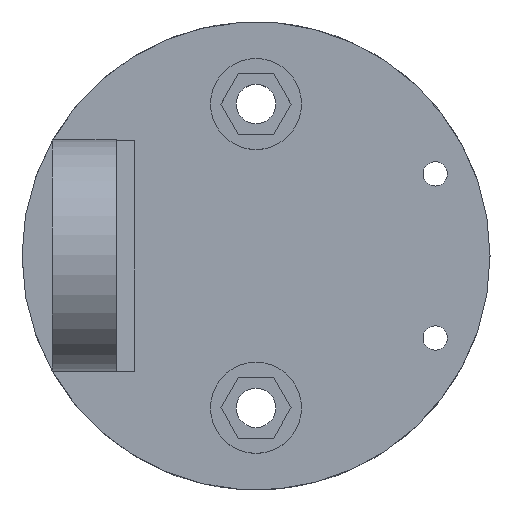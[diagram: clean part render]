
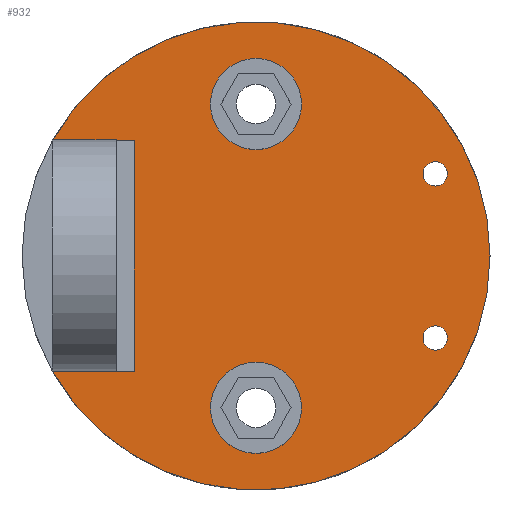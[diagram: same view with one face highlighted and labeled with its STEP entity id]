
A CAD part, top view. The second image highlights one B-rep face of the part: STEP entity #932.
In plain terms, the highlighted planar face has unit normal (0, 0, 1).
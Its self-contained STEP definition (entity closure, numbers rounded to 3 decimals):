
#15=CARTESIAN_POINT('',(0.,-25.,-50.));
#16=DIRECTION('',(0.,0.,1.));
#17=DIRECTION('',(-1.,0.,0.));
#18=AXIS2_PLACEMENT_3D('',#15,#16,#17);
#20=CARTESIAN_POINT('',(0.,-25.,-50.));
#21=DIRECTION('',(0.,0.,1.));
#22=DIRECTION('',(1.,0.,0.));
#23=AXIS2_PLACEMENT_3D('',#20,#21,#22);
#25=CARTESIAN_POINT('',(0.,25.,-50.));
#26=DIRECTION('',(0.,0.,1.));
#27=DIRECTION('',(-1.,0.,0.));
#28=AXIS2_PLACEMENT_3D('',#25,#26,#27);
#30=CARTESIAN_POINT('',(0.,25.,-50.));
#31=DIRECTION('',(0.,0.,1.));
#32=DIRECTION('',(1.,0.,0.));
#33=AXIS2_PLACEMENT_3D('',#30,#31,#32);
#35=CARTESIAN_POINT('',(0.,0.,-50.));
#36=DIRECTION('',(0.,0.,-1.));
#37=DIRECTION('',(1.,0.,0.));
#38=AXIS2_PLACEMENT_3D('',#35,#36,#37);
#40=DIRECTION('',(0.,-1.,0.));
#41=VECTOR('',#40,38.);
#42=CARTESIAN_POINT('',(-20.,19.,-50.));
#43=LINE('',#42,#41);
#44=CARTESIAN_POINT('',(0.,0.,-50.));
#45=DIRECTION('',(0.,0.,-1.));
#46=DIRECTION('',(-0.87,0.493,0.));
#47=AXIS2_PLACEMENT_3D('',#44,#45,#46);
#49=CARTESIAN_POINT('',(29.5,-13.5,-50.));
#50=DIRECTION('',(0.,0.,-1.));
#51=DIRECTION('',(0.,-1.,0.));
#52=AXIS2_PLACEMENT_3D('',#49,#50,#51);
#63=CARTESIAN_POINT('',(29.5,-13.5,-50.));
#64=DIRECTION('',(0.,0.,-1.));
#65=DIRECTION('',(0.,1.,0.));
#66=AXIS2_PLACEMENT_3D('',#63,#64,#65);
#383=CARTESIAN_POINT('',(29.5,13.5,-50.));
#384=DIRECTION('',(0.,0.,-1.));
#385=DIRECTION('',(0.,-1.,0.));
#386=AXIS2_PLACEMENT_3D('',#383,#384,#385);
#397=CARTESIAN_POINT('',(29.5,13.5,-50.));
#398=DIRECTION('',(0.,0.,-1.));
#399=DIRECTION('',(0.,1.,0.));
#400=AXIS2_PLACEMENT_3D('',#397,#398,#399);
#438=DIRECTION('',(1.,0.,0.));
#439=VECTOR('',#438,13.5);
#440=CARTESIAN_POINT('',(-33.5,19.,-50.));
#441=LINE('',#440,#439);
#472=DIRECTION('',(-1.,0.,0.));
#473=VECTOR('',#472,13.5);
#474=CARTESIAN_POINT('',(-20.,-19.,-50.));
#475=LINE('',#474,#473);
#673=CARTESIAN_POINT('',(38.513,0.,-50.));
#674=VERTEX_POINT('',#673);
#677=CARTESIAN_POINT('',(-33.5,19.,-50.));
#678=CARTESIAN_POINT('',(-33.5,-19.,-50.));
#679=VERTEX_POINT('',#677);
#680=VERTEX_POINT('',#678);
#689=CARTESIAN_POINT('',(-20.,19.,-50.));
#690=CARTESIAN_POINT('',(-20.,-19.,-50.));
#691=VERTEX_POINT('',#689);
#692=VERTEX_POINT('',#690);
#741=CARTESIAN_POINT('',(-7.5,-25.,-50.));
#742=CARTESIAN_POINT('',(7.5,-25.,-50.));
#743=VERTEX_POINT('',#741);
#744=VERTEX_POINT('',#742);
#745=CARTESIAN_POINT('',(-7.5,25.,-50.));
#746=CARTESIAN_POINT('',(7.5,25.,-50.));
#747=VERTEX_POINT('',#745);
#748=VERTEX_POINT('',#746);
#853=CARTESIAN_POINT('',(29.5,11.5,-50.));
#854=CARTESIAN_POINT('',(29.5,15.5,-50.));
#855=VERTEX_POINT('',#853);
#856=VERTEX_POINT('',#854);
#857=CARTESIAN_POINT('',(29.5,-15.5,-50.));
#858=CARTESIAN_POINT('',(29.5,-11.5,-50.));
#859=VERTEX_POINT('',#857);
#860=VERTEX_POINT('',#858);
#892=CARTESIAN_POINT('',(-33.5,0.,-50.));
#893=DIRECTION('',(0.,0.,-1.));
#894=DIRECTION('',(1.,0.,0.));
#895=AXIS2_PLACEMENT_3D('',#892,#893,#894);
#896=PLANE('',#895);
#897=ORIENTED_EDGE('',*,*,#866,.T.);
#899=ORIENTED_EDGE('',*,*,#898,.F.);
#901=ORIENTED_EDGE('',*,*,#900,.F.);
#903=ORIENTED_EDGE('',*,*,#902,.F.);
#905=ORIENTED_EDGE('',*,*,#904,.T.);
#906=EDGE_LOOP('',(#897,#899,#901,#903,#905));
#907=FACE_OUTER_BOUND('',#906,.F.);
#909=ORIENTED_EDGE('',*,*,#908,.F.);
#911=ORIENTED_EDGE('',*,*,#910,.F.);
#912=EDGE_LOOP('',(#909,#911));
#913=FACE_BOUND('',#912,.F.);
#915=ORIENTED_EDGE('',*,*,#914,.F.);
#917=ORIENTED_EDGE('',*,*,#916,.F.);
#918=EDGE_LOOP('',(#915,#917));
#919=FACE_BOUND('',#918,.F.);
#921=ORIENTED_EDGE('',*,*,#920,.T.);
#923=ORIENTED_EDGE('',*,*,#922,.T.);
#924=EDGE_LOOP('',(#921,#923));
#925=FACE_BOUND('',#924,.F.);
#927=ORIENTED_EDGE('',*,*,#926,.T.);
#929=ORIENTED_EDGE('',*,*,#928,.T.);
#930=EDGE_LOOP('',(#927,#929));
#931=FACE_BOUND('',#930,.F.);
#932=ADVANCED_FACE('',(#907,#913,#919,#925,#931),#896,.F.);
#19=CIRCLE('',#18,7.5);
#24=CIRCLE('',#23,7.5);
#29=CIRCLE('',#28,7.5);
#34=CIRCLE('',#33,7.5);
#39=CIRCLE('',#38,38.513);
#48=CIRCLE('',#47,38.513);
#53=CIRCLE('',#52,2.);
#67=CIRCLE('',#66,2.);
#387=CIRCLE('',#386,2.);
#401=CIRCLE('',#400,2.);
#866=EDGE_CURVE('',#674,#680,#39,.T.);
#898=EDGE_CURVE('',#692,#680,#475,.T.);
#900=EDGE_CURVE('',#691,#692,#43,.T.);
#902=EDGE_CURVE('',#679,#691,#441,.T.);
#904=EDGE_CURVE('',#679,#674,#48,.T.);
#908=EDGE_CURVE('',#859,#860,#53,.T.);
#910=EDGE_CURVE('',#860,#859,#67,.T.);
#914=EDGE_CURVE('',#855,#856,#387,.T.);
#916=EDGE_CURVE('',#856,#855,#401,.T.);
#920=EDGE_CURVE('',#743,#744,#19,.T.);
#922=EDGE_CURVE('',#744,#743,#24,.T.);
#926=EDGE_CURVE('',#747,#748,#29,.T.);
#928=EDGE_CURVE('',#748,#747,#34,.T.);
